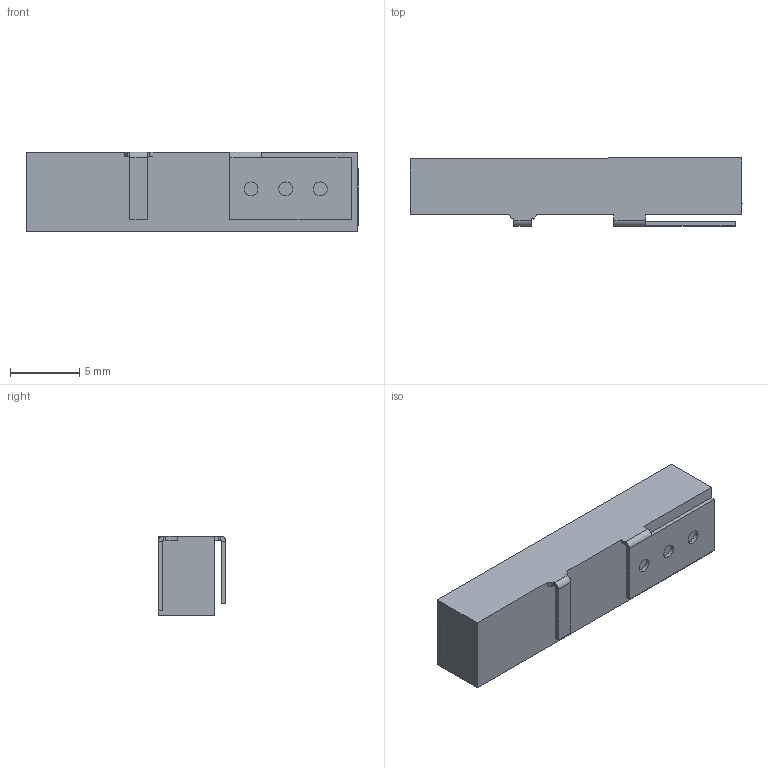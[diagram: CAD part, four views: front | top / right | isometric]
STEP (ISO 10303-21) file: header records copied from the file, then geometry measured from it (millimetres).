
FILE_DESCRIPTION (( 'STEP AP214' ), '1' );
FILE_NAME ('PRT.001254 Standard WIFI_Web.STEP', '2024-10-14T01:16:13', ( '' ), ( '' ), 'SwSTEP 2.0', 'SolidWorks 2022', '' );
FILE_SCHEMA (( 'AUTOMOTIVE_DESIGN' ));
Length unit declared in the file: millimetre
Products named in the file (1): PRT.001254 Standard WIFI_Web
Bounding box: 24 x 4.91 x 5.76 mm (x, y, z)
Volume: 581.6 mm3; surface area: 625.5 mm2
Topology: 1 solids, 1 shells, 57 faces, 142 edges, 88 vertices
Faces by surface type: plane 46, cylinder 11
Entity records: 1706 total; most frequent: CARTESIAN_POINT 296, ORIENTED_EDGE 284, DIRECTION 277, EDGE_CURVE 142, LINE 119, VECTOR 119, VERTEX_POINT 88, AXIS2_PLACEMENT_3D 79
